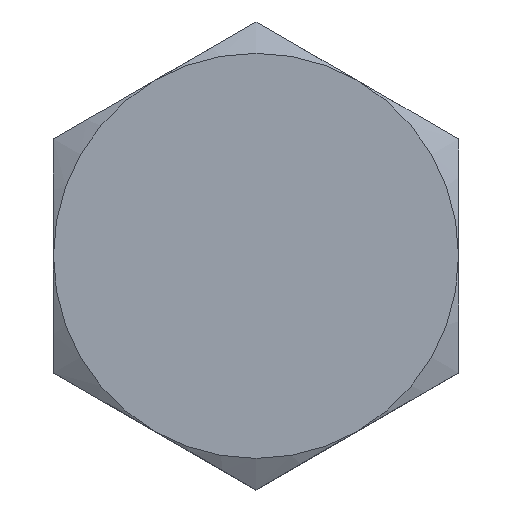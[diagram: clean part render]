
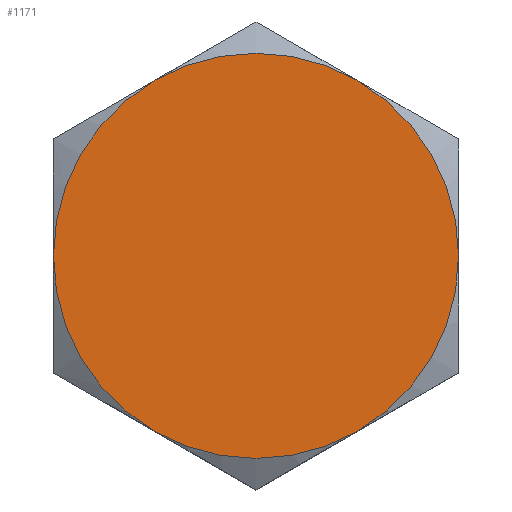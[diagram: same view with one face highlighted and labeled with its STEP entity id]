
A CAD part, top view. The second image highlights one B-rep face of the part: STEP entity #1171.
In plain terms, the highlighted planar face has unit normal (0, 0, 1).
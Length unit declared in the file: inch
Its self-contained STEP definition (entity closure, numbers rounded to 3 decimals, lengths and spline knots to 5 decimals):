
#34 = ORIENTED_EDGE ( 'NONE', *, *, #583, .T. ) ;
#126 = AXIS2_PLACEMENT_3D ( 'NONE', #435, #1137, #4212 ) ;
#162 = CARTESIAN_POINT ( 'NONE',  ( 0., 0., 0.06 ) ) ;
#180 = DIRECTION ( 'NONE',  ( 1., 0., 0. ) ) ;
#338 = CIRCLE ( 'NONE', #1004, 0.09375 ) ;
#397 = DIRECTION ( 'NONE',  ( 0., 0., 1. ) ) ;
#414 = EDGE_CURVE ( 'NONE', #1311, #3242, #1278, .T. ) ;
#435 = CARTESIAN_POINT ( 'NONE',  ( -0.09375, -0.16238, 0.06 ) ) ;
#570 = EDGE_LOOP ( 'NONE', ( #3759, #1293, #34, #2330, #3843, #3928 ) ) ;
#583 = EDGE_CURVE ( 'NONE', #1491, #3002, #3899, .T. ) ;
#620 = CIRCLE ( 'NONE', #3095, 0.09375 ) ;
#845 = DIRECTION ( 'NONE',  ( 0., 0., 1. ) ) ;
#849 = CARTESIAN_POINT ( 'NONE',  ( 0.04687, 0.08119, 0.06 ) ) ;
#882 = CARTESIAN_POINT ( 'NONE',  ( 0., 0., 0.06 ) ) ;
#1004 = AXIS2_PLACEMENT_3D ( 'NONE', #162, #845, #180 ) ;
#1029 = AXIS2_PLACEMENT_3D ( 'NONE', #3263, #2606, #4272 ) ;
#1039 = CARTESIAN_POINT ( 'NONE',  ( -0.04688, -0.08119, 0.06 ) ) ;
#1046 = CARTESIAN_POINT ( 'NONE',  ( -0.09375, 0., 0.06 ) ) ;
#1063 = CARTESIAN_POINT ( 'NONE',  ( -0.04688, 0.08119, 0.06 ) ) ;
#1086 = AXIS2_PLACEMENT_3D ( 'NONE', #882, #3923, #1198 ) ;
#1137 = DIRECTION ( 'NONE',  ( 0., 0., 1. ) ) ;
#1168 = AXIS2_PLACEMENT_3D ( 'NONE', #3498, #397, #1357 ) ;
#1171 = ADVANCED_FACE ( 'NONE', ( #1443 ), #2849, .T. ) ;
#1198 = DIRECTION ( 'NONE',  ( 1., 0., 0. ) ) ;
#1270 = CIRCLE ( 'NONE', #2124, 0.09375 ) ;
#1278 = CIRCLE ( 'NONE', #1168, 0.09375 ) ;
#1293 = ORIENTED_EDGE ( 'NONE', *, *, #2145, .T. ) ;
#1308 = DIRECTION ( 'NONE',  ( 1., 0., 0. ) ) ;
#1311 = VERTEX_POINT ( 'NONE', #3177 ) ;
#1357 = DIRECTION ( 'NONE',  ( 1., 0., 0. ) ) ;
#1443 = FACE_OUTER_BOUND ( 'NONE', #570, .T. ) ;
#1491 = VERTEX_POINT ( 'NONE', #849 ) ;
#1647 = CARTESIAN_POINT ( 'NONE',  ( 0., 0., 0.06 ) ) ;
#1712 = CIRCLE ( 'NONE', #1086, 0.09375 ) ;
#1726 = DIRECTION ( 'NONE',  ( 1., 0., 0. ) ) ;
#1803 = VERTEX_POINT ( 'NONE', #1046 ) ;
#1975 = DIRECTION ( 'NONE',  ( 0., 0., 1. ) ) ;
#2049 = CARTESIAN_POINT ( 'NONE',  ( 0., 0., 0.06 ) ) ;
#2124 = AXIS2_PLACEMENT_3D ( 'NONE', #2049, #2423, #1726 ) ;
#2145 = EDGE_CURVE ( 'NONE', #3242, #1491, #338, .T. ) ;
#2157 = CARTESIAN_POINT ( 'NONE',  ( 0.09375, 0., 0.06 ) ) ;
#2330 = ORIENTED_EDGE ( 'NONE', *, *, #3299, .T. ) ;
#2423 = DIRECTION ( 'NONE',  ( 0., 0., 1. ) ) ;
#2606 = DIRECTION ( 'NONE',  ( 0., 0., 1. ) ) ;
#2849 = PLANE ( 'NONE',  #126 ) ;
#2974 = EDGE_CURVE ( 'NONE', #1803, #3027, #1270, .T. ) ;
#3002 = VERTEX_POINT ( 'NONE', #1063 ) ;
#3027 = VERTEX_POINT ( 'NONE', #1039 ) ;
#3095 = AXIS2_PLACEMENT_3D ( 'NONE', #1647, #1975, #1308 ) ;
#3177 = CARTESIAN_POINT ( 'NONE',  ( 0.04688, -0.08119, 0.06 ) ) ;
#3242 = VERTEX_POINT ( 'NONE', #2157 ) ;
#3263 = CARTESIAN_POINT ( 'NONE',  ( 0., 0., 0.06 ) ) ;
#3299 = EDGE_CURVE ( 'NONE', #3002, #1803, #1712, .T. ) ;
#3498 = CARTESIAN_POINT ( 'NONE',  ( 0., 0., 0.06 ) ) ;
#3759 = ORIENTED_EDGE ( 'NONE', *, *, #414, .T. ) ;
#3843 = ORIENTED_EDGE ( 'NONE', *, *, #2974, .T. ) ;
#3899 = CIRCLE ( 'NONE', #1029, 0.09375 ) ;
#3923 = DIRECTION ( 'NONE',  ( 0., 0., 1. ) ) ;
#3928 = ORIENTED_EDGE ( 'NONE', *, *, #4362, .T. ) ;
#4212 = DIRECTION ( 'NONE',  ( 1., 0., 0. ) ) ;
#4272 = DIRECTION ( 'NONE',  ( 1., 0., 0. ) ) ;
#4362 = EDGE_CURVE ( 'NONE', #3027, #1311, #620, .T. ) ;
